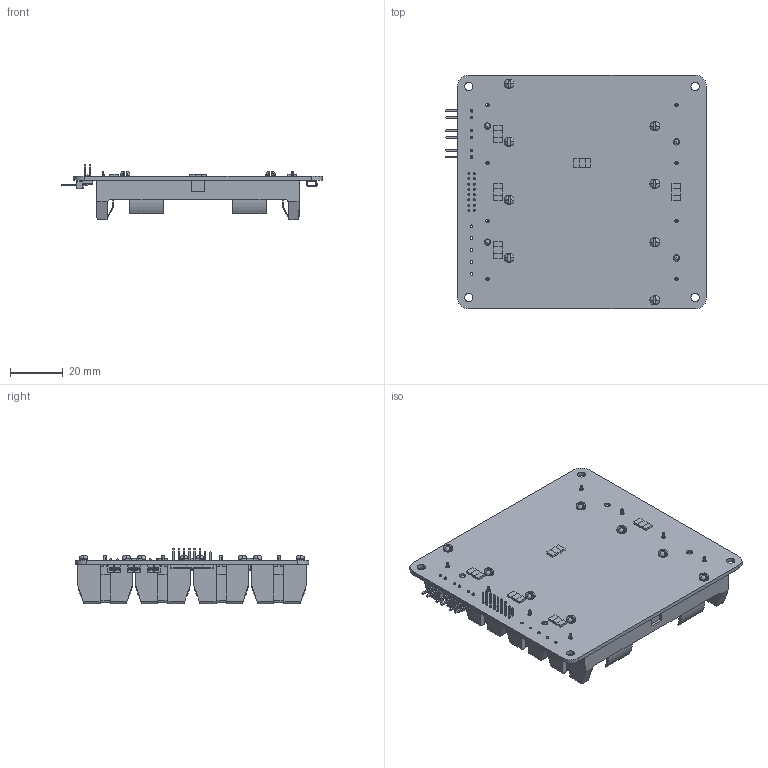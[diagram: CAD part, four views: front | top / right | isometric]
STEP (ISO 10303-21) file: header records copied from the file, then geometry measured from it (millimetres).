
FILE_DESCRIPTION(('Open CASCADE Model'),'2;1');
FILE_NAME('Open CASCADE Shape Model','2020-01-23T18:39:09',('Author'),( 'Open CASCADE'),'Open CASCADE STEP processor 6.8','Open CASCADE 6.8' ,'Unknown');
FILE_SCHEMA(('AUTOMOTIVE_DESIGN { 1 0 10303 214 1 1 1 1 }'));
Length unit declared in the file: millimetre
Products named in the file (40): PCB; Board; Open CASCADE STEP translator 6.8 3.1.1; VC5; hook; VC4; VC3; VC2; VC1; R76; 6180237008; Extruded; 6180237488; R73; 6180236208; 6180236688; R65; R53; R52; JP4; TSW-102-08-X-S-RA; JP3; JP2; B4; keystone-PN1043; B3; B2; B1; H3; MTMM-102-02-S-D-196; _MTMM-102-02-S-D-196_pins; _MTMM-102-02-S-D-196_body; H1; MTMM-103-03-S-D-243; _MTMM-103-03-S-D-243_pins; _MTMM-103-03-S-D-243_body; H2
Assembly tree (60 placements, depth 4):
  PCB
    Board
      Open CASCADE STEP translator 6.8 3.1.1
    VC5
      hook
    VC4
      hook
    VC3
      hook
    VC2
      hook
    VC1
      hook
    R76
      6180237008
        Extruded
      6180237488  x2
        Extruded
    R73
      6180236208
        Extruded
      6180236688  x2
        Extruded
    R65
      6180237008
        Extruded
      6180237488  x2
        Extruded
    R53
      6180237008
        Extruded
      6180237488  x2
        Extruded
    R52
      6180237008
        Extruded
      6180237488  x2
        Extruded
    JP4
      TSW-102-08-X-S-RA
    JP3
      TSW-102-08-X-S-RA
    JP2
      TSW-102-08-X-S-RA
    B4
      keystone-PN1043
    B3
      keystone-PN1043
    B2
      keystone-PN1043
    B1
      keystone-PN1043
    H3
      MTMM-102-02-S-D-196
        _MTMM-102-02-S-D-196_pins
        _MTMM-102-02-S-D-196_body
    H1
      MTMM-103-03-S-D-243
        _MTMM-103-03-S-D-243_pins
        _MTMM-103-03-S-D-243_body
Bounding box: 98.98 x 88.64 x 21.03 mm (x, y, z)
Volume: 13178.4 mm3; surface area: 43509.9 mm2
Topology: 30 solids, 50 shells, 3549 faces, 10055 edges, 6592 vertices
Faces by surface type: plane 2674, bspline 612, cylinder 211, revolution 32, torus 16, sphere 4
Full cylindrical faces by diameter (mm): 0.762 x16, 1 x6, 1.02 x5, 1.321 x8, 2.388 x4, 3.175 x4, 3.454 x8
Entity records: 50237 total; most frequent: CARTESIAN_POINT 15654, ORIENTED_EDGE 5841, DIRECTION 4964, EDGE_CURVE 3059, LINE 2458, VECTOR 2458, VERTEX_POINT 1992, FACE_BOUND 1299
